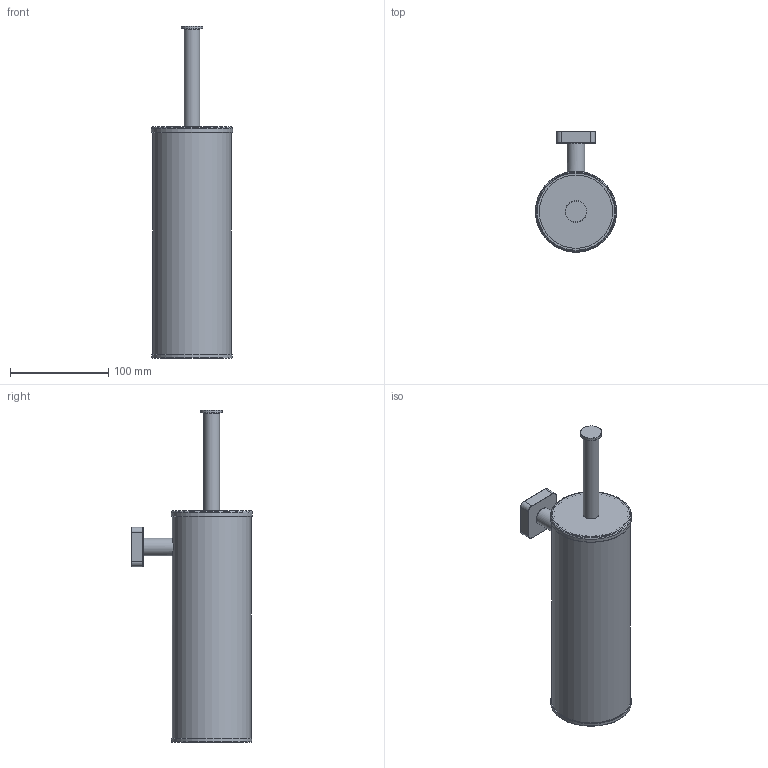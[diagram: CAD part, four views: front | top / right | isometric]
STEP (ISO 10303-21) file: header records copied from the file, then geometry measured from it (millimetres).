
FILE_DESCRIPTION(/* description */ ('Unknown'),/* implementation_level */ '2;1');
FILE_NAME(/* name */ 'GLA11',/* time_stamp */ '2021-07-21T17:23:36+02:00',/* author */ ('Unknown'),/* organization */ ('Unknown'),/* preprocessor_version */ 'ST-DEVELOPER v16.7',/* originating_system */ 'DEX',/* authorisation */ $);
FILE_SCHEMA (('AUTOMOTIVE_DESIGN {1 0 10303 214 3 1 1}'));
Products named in the file (13): GLA11-00; CBA11-04; CBA11-06; CBA11-03; CBA11-05; GLA11-001; GLA01-01; CBA11-01; CBA11-08; CBA11-07; CBA11-002A; CBA11-02; CBA11-09A
Assembly tree (12 placements, depth 3):
  GLA11-00
    CBA11-04
    CBA11-06
    CBA11-03
    CBA11-05
    GLA11-001
      GLA01-01
      CBA11-01
      CBA11-08
    CBA11-07
    CBA11-002A
      CBA11-02
      CBA11-09A
Bounding box: 82.6 x 122.8 x 338.1 mm (x, y, z)
Volume: 224724.7 mm3; surface area: 312448.5 mm2
Topology: 10 solids, 10 shells, 6404 faces, 18408 edges, 11722 vertices
Faces by surface type: plane 3859, cylinder 2360, sphere 62, bspline 61, torus 53, cone 9
Full cylindrical faces by diameter (mm): 0.3 x2275, 4.234 x1, 4.917 x4, 5.2 x1, 6 x1, 6.2 x1, 6.5 x1, 8 x1, 8.4 x1, 12 x1, 14 x3, 15.4 x1, 16 x1, 17 x1, 18 x1, 22 x1, 28.5 x1, 29.3 x1, 70 x1, 72 x1, 73.5 x1, 78 x1, 80 x2, 81 x1, 82 x1, 82.6 x1
Entity records: 232310 total; most frequent: CARTESIAN_POINT 45080, DIRECTION 31096, ORIENTED_EDGE 27662, AXIS2_PLACEMENT_3D 14848, EDGE_CURVE 13831, VERTEX_POINT 9520, FACE_BOUND 9497, EDGE_LOOP 9495
